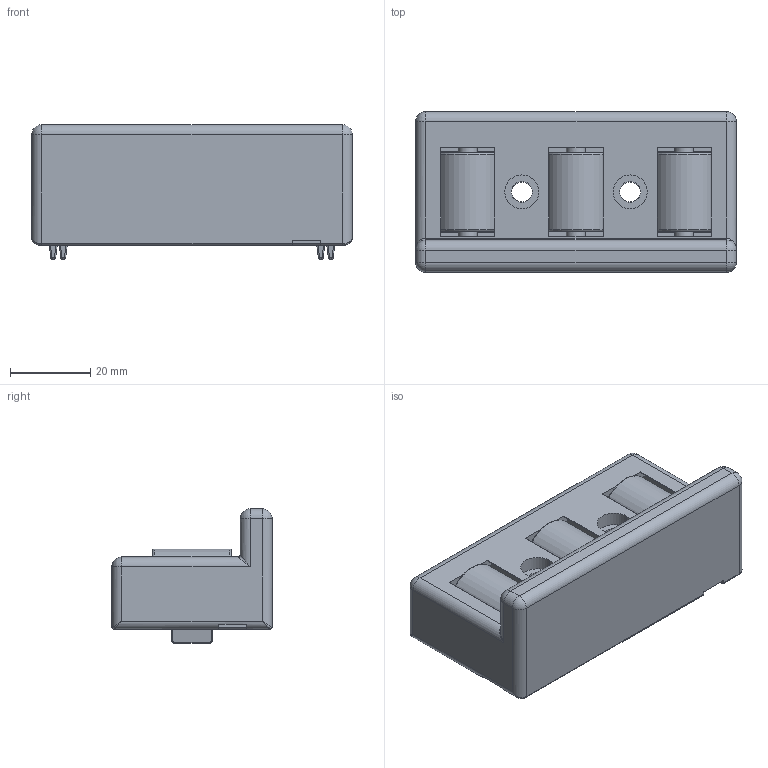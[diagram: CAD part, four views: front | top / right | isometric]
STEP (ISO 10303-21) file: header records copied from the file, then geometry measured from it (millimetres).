
FILE_DESCRIPTION(/* description */ (''),/* implementation_level */ '2;1');
FILE_NAME(/* name */ '10457_KriTec_Rollenelement_8_80_mit_Bordkante_anschraubbar.stp',/* time_stamp */ '2017-06-23T16:13:07+02:00',/* author */ ('Steiner'),/* organization */ ('TraceParts S.A.'),/* preprocessor_version */ 'ST-DEVELOPER v16.1',/* originating_system */ 'Autodesk Inventor 2016',/* authorisation */ '');
FILE_SCHEMA (('CONFIG_CONTROL_DESIGN'));
Length unit declared in the file: inch
Products named in the file (4): 10457_Grundkörper; 10457_Rolle; 10457_Oberteil; 10457_KriTec_Rollenelement_8_80_mit_Bordkante_anschraubbar
Assembly tree (5 placements, depth 2):
  10457_KriTec_Rollenelement_8_80_mit_Bordkante_anschraubbar
    10457_Grundkörper
    10457_Rolle  x3
    10457_Oberteil
Bounding box: 80 x 40 x 33.5 mm (x, y, z)
Volume: 13150.8 mm3; surface area: 38551.3 mm2
Topology: 1 solids, 5 shells, 892 faces, 2460 edges, 1550 vertices
Faces by surface type: plane 426, cylinder 312, torus 92, bspline 40, sphere 18, cone 4
Entity records: 22717 total; most frequent: CARTESIAN_POINT 5245, ORIENTED_EDGE 3700, DIRECTION 3498, EDGE_CURVE 1850, LINE 1224, VECTOR 1224, VERTEX_POINT 1174, AXIS2_PLACEMENT_3D 1137
